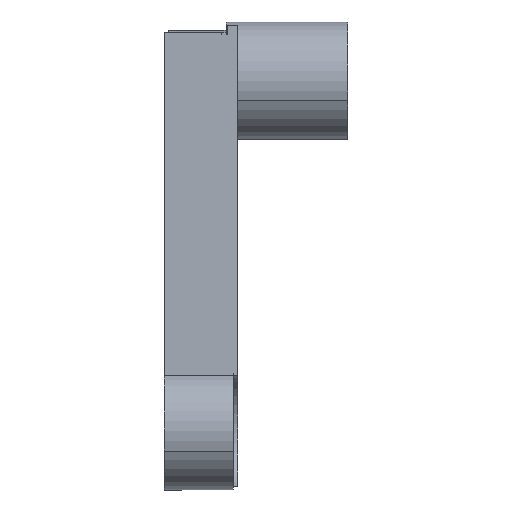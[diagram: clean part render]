
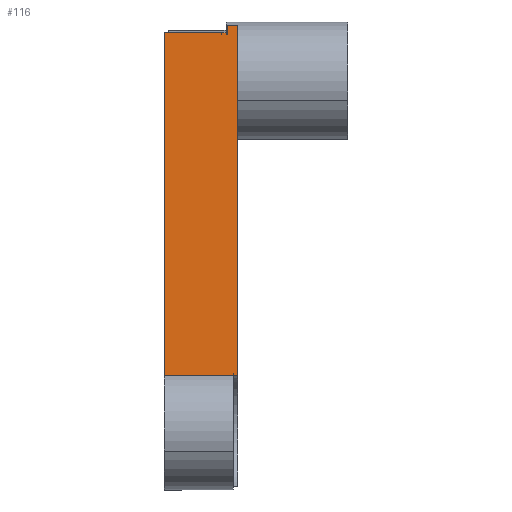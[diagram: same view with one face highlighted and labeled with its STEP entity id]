
A CAD part, left-side view. The second image highlights one B-rep face of the part: STEP entity #116.
In plain terms, the highlighted planar face has unit normal (-0.34, 0, 0.94).
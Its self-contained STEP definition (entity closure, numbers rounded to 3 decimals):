
#24 = CARTESIAN_POINT ( 'NONE',  ( -4.856, 56.674, 26.629 ) ) ;
#27 = ORIENTED_EDGE ( 'NONE', *, *, #303, .T. ) ;
#42 = LINE ( 'NONE', #798, #812 ) ;
#49 = LINE ( 'NONE', #68, #916 ) ;
#61 = CARTESIAN_POINT ( 'NONE',  ( 83.133, 57.454, 58.461 ) ) ;
#66 = VERTEX_POINT ( 'NONE', #353 ) ;
#68 = CARTESIAN_POINT ( 'NONE',  ( -4.856, 56.674, 26.629 ) ) ;
#69 = CARTESIAN_POINT ( 'NONE',  ( 84.478, 51.674, 58.948 ) ) ;
#95 = DIRECTION ( 'NONE',  ( -0.94, 0., -0.34 ) ) ;
#107 = PLANE ( 'NONE',  #142 ) ;
#116 = ADVANCED_FACE ( 'NONE', ( #949 ), #107, .F. ) ;
#122 = VERTEX_POINT ( 'NONE', #439 ) ;
#132 = CARTESIAN_POINT ( 'NONE',  ( 18.653, 56.889, 35.134 ) ) ;
#138 = CARTESIAN_POINT ( 'NONE',  ( 83.133, 52.45, 58.461 ) ) ;
#142 = AXIS2_PLACEMENT_3D ( 'NONE', #24, #205, #95 ) ;
#153 = VERTEX_POINT ( 'NONE', #138 ) ;
#156 = DIRECTION ( 'NONE',  ( 0., -1., 0. ) ) ;
#157 = VECTOR ( 'NONE', #702, 1000. ) ;
#164 = ORIENTED_EDGE ( 'NONE', *, *, #896, .F. ) ;
#167 = CARTESIAN_POINT ( 'NONE',  ( 83.133, 57.454, 58.461 ) ) ;
#180 = EDGE_CURVE ( 'NONE', #122, #1015, #397, .T. ) ;
#189 = VECTOR ( 'NONE', #503, 1000. ) ;
#205 = DIRECTION ( 'NONE',  ( 0.34, 0., -0.94 ) ) ;
#229 = VECTOR ( 'NONE', #156, 1000. ) ;
#251 = CARTESIAN_POINT ( 'NONE',  ( 18.653, 56.674, 35.134 ) ) ;
#267 = EDGE_CURVE ( 'NONE', #704, #609, #584, .T. ) ;
#273 = ORIENTED_EDGE ( 'NONE', *, *, #267, .F. ) ;
#286 = DIRECTION ( 'NONE',  ( 0.94, 0., 0.34 ) ) ;
#303 = EDGE_CURVE ( 'NONE', #984, #979, #910, .T. ) ;
#308 = EDGE_LOOP ( 'NONE', ( #675, #273, #853, #1047, #639, #27, #663, #1074, #650, #164, #662 ) ) ;
#310 = DIRECTION ( 'NONE',  ( 0., -1., 0. ) ) ;
#314 = EDGE_CURVE ( 'NONE', #153, #1019, #401, .T. ) ;
#348 = CARTESIAN_POINT ( 'NONE',  ( 83.133, 52.384, 58.461 ) ) ;
#353 = CARTESIAN_POINT ( 'NONE',  ( 18.653, 51.674, 35.134 ) ) ;
#354 = VERTEX_POINT ( 'NONE', #69 ) ;
#397 = LINE ( 'NONE', #61, #708 ) ;
#401 = LINE ( 'NONE', #167, #189 ) ;
#405 = CARTESIAN_POINT ( 'NONE',  ( 83.133, 52.77, 58.461 ) ) ;
#407 = CARTESIAN_POINT ( 'NONE',  ( 83.1, 57.454, 58.45 ) ) ;
#410 = CARTESIAN_POINT ( 'NONE',  ( 83.1, 52.45, 58.45 ) ) ;
#434 = VECTOR ( 'NONE', #545, 1000. ) ;
#439 = CARTESIAN_POINT ( 'NONE',  ( 83.133, 56.674, 58.461 ) ) ;
#457 = EDGE_CURVE ( 'NONE', #609, #153, #1033, .T. ) ;
#461 = DIRECTION ( 'NONE',  ( 0.94, 0., 0.34 ) ) ;
#466 = DIRECTION ( 'NONE',  ( 0., -1., 0. ) ) ;
#472 = LINE ( 'NONE', #717, #434 ) ;
#480 = CARTESIAN_POINT ( 'NONE',  ( 18.653, 56.674, 35.134 ) ) ;
#503 = DIRECTION ( 'NONE',  ( 0., -1., 0. ) ) ;
#512 = EDGE_CURVE ( 'NONE', #979, #66, #877, .T. ) ;
#523 = EDGE_CURVE ( 'NONE', #66, #354, #472, .T. ) ;
#532 = CARTESIAN_POINT ( 'NONE',  ( -4.856, 52.77, 26.629 ) ) ;
#545 = DIRECTION ( 'NONE',  ( 0.94, 0., 0.34 ) ) ;
#569 = VERTEX_POINT ( 'NONE', #697 ) ;
#582 = EDGE_CURVE ( 'NONE', #704, #1015, #616, .T. ) ;
#584 = LINE ( 'NONE', #407, #655 ) ;
#589 = EDGE_CURVE ( 'NONE', #984, #122, #49, .T. ) ;
#591 = VECTOR ( 'NONE', #310, 1000. ) ;
#609 = VERTEX_POINT ( 'NONE', #410 ) ;
#616 = LINE ( 'NONE', #532, #157 ) ;
#623 = VECTOR ( 'NONE', #461, 1000. ) ;
#631 = DIRECTION ( 'NONE',  ( 0., -1., 0. ) ) ;
#639 = ORIENTED_EDGE ( 'NONE', *, *, #589, .F. ) ;
#650 = ORIENTED_EDGE ( 'NONE', *, *, #942, .F. ) ;
#655 = VECTOR ( 'NONE', #998, 1000. ) ;
#656 = DIRECTION ( 'NONE',  ( 0.94, 0., 0.34 ) ) ;
#662 = ORIENTED_EDGE ( 'NONE', *, *, #314, .F. ) ;
#663 = ORIENTED_EDGE ( 'NONE', *, *, #512, .T. ) ;
#675 = ORIENTED_EDGE ( 'NONE', *, *, #457, .F. ) ;
#697 = CARTESIAN_POINT ( 'NONE',  ( 84.478, 52.384, 58.948 ) ) ;
#702 = DIRECTION ( 'NONE',  ( 0.94, 0., 0.34 ) ) ;
#704 = VERTEX_POINT ( 'NONE', #976 ) ;
#708 = VECTOR ( 'NONE', #466, 1000. ) ;
#717 = CARTESIAN_POINT ( 'NONE',  ( -4.856, 51.674, 26.629 ) ) ;
#731 = CARTESIAN_POINT ( 'NONE',  ( 18.653, 51.965, 35.134 ) ) ;
#798 = CARTESIAN_POINT ( 'NONE',  ( -4.856, 52.384, 26.629 ) ) ;
#799 = CARTESIAN_POINT ( 'NONE',  ( -4.856, 52.45, 26.629 ) ) ;
#812 = VECTOR ( 'NONE', #286, 1000. ) ;
#830 = VECTOR ( 'NONE', #631, 1000. ) ;
#853 = ORIENTED_EDGE ( 'NONE', *, *, #582, .T. ) ;
#866 = CARTESIAN_POINT ( 'NONE',  ( 84.478, 56.674, 58.948 ) ) ;
#877 = LINE ( 'NONE', #132, #591 ) ;
#896 = EDGE_CURVE ( 'NONE', #1019, #569, #42, .T. ) ;
#910 = LINE ( 'NONE', #251, #229 ) ;
#916 = VECTOR ( 'NONE', #656, 1000. ) ;
#942 = EDGE_CURVE ( 'NONE', #569, #354, #960, .T. ) ;
#949 = FACE_OUTER_BOUND ( 'NONE', #308, .T. ) ;
#960 = LINE ( 'NONE', #866, #830 ) ;
#976 = CARTESIAN_POINT ( 'NONE',  ( 83.1, 52.77, 58.45 ) ) ;
#979 = VERTEX_POINT ( 'NONE', #731 ) ;
#984 = VERTEX_POINT ( 'NONE', #480 ) ;
#998 = DIRECTION ( 'NONE',  ( 0., -1., 0. ) ) ;
#1015 = VERTEX_POINT ( 'NONE', #405 ) ;
#1019 = VERTEX_POINT ( 'NONE', #348 ) ;
#1033 = LINE ( 'NONE', #799, #623 ) ;
#1047 = ORIENTED_EDGE ( 'NONE', *, *, #180, .F. ) ;
#1074 = ORIENTED_EDGE ( 'NONE', *, *, #523, .T. ) ;
